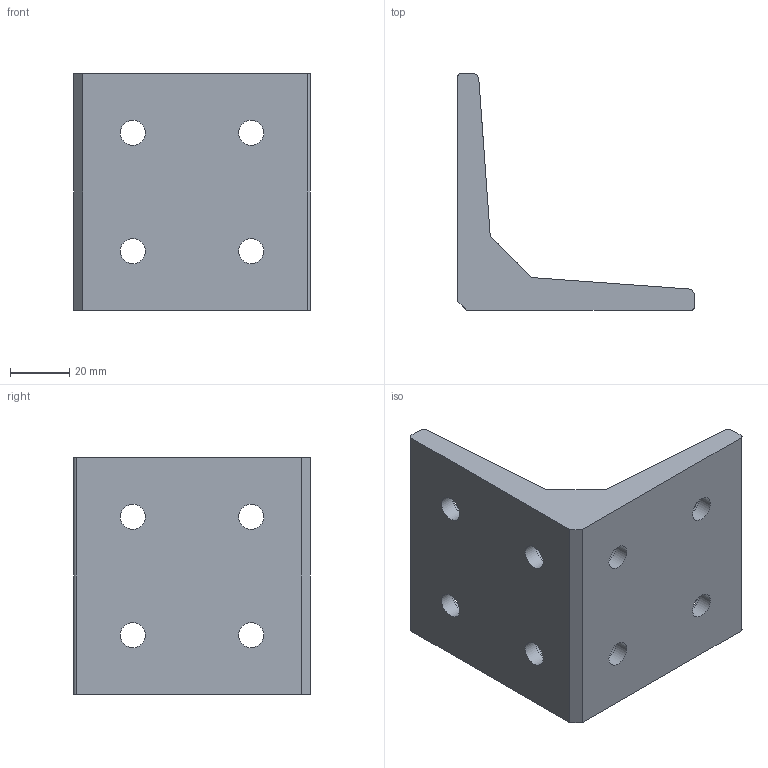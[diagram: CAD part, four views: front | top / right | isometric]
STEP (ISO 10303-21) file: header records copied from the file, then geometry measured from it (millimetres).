
FILE_DESCRIPTION(/* description */ (''),/* implementation_level */ '2;1');
FILE_NAME(/* name */ '13324_KriTec_Winkel_8_80x80x80_schwarz.stp',/* time_stamp */ '2016-09-08T11:12:48+02:00',/* author */ ('kostic'),/* organization */ (''),/* preprocessor_version */ 'ST-DEVELOPER v16.1',/* originating_system */ 'Autodesk Inventor 2016',/* authorisation */ '');
FILE_SCHEMA (('AUTOMOTIVE_DESIGN { 1 0 10303 214 3 1 1 }'));
Length unit declared in the file: millimetre
Products named in the file (1): 13324_KriTec_Winkel_8_80x80x80_schwarz
Bounding box: 80 x 80 x 80 mm (x, y, z)
Volume: 109364.7 mm3; surface area: 29499.5 mm2
Topology: 1 solids, 1 shells, 40 faces, 106 edges, 72 vertices
Faces by surface type: plane 20, cylinder 20
Full cylindrical faces by diameter (mm): 8.5 x8, 15 x8
Entity records: 1223 total; most frequent: DIRECTION 214, CARTESIAN_POINT 187, ORIENTED_EDGE 164, AXIS2_PLACEMENT_3D 91, EDGE_CURVE 82, EDGE_LOOP 76, VERTEX_POINT 64, STYLED_ITEM 41
